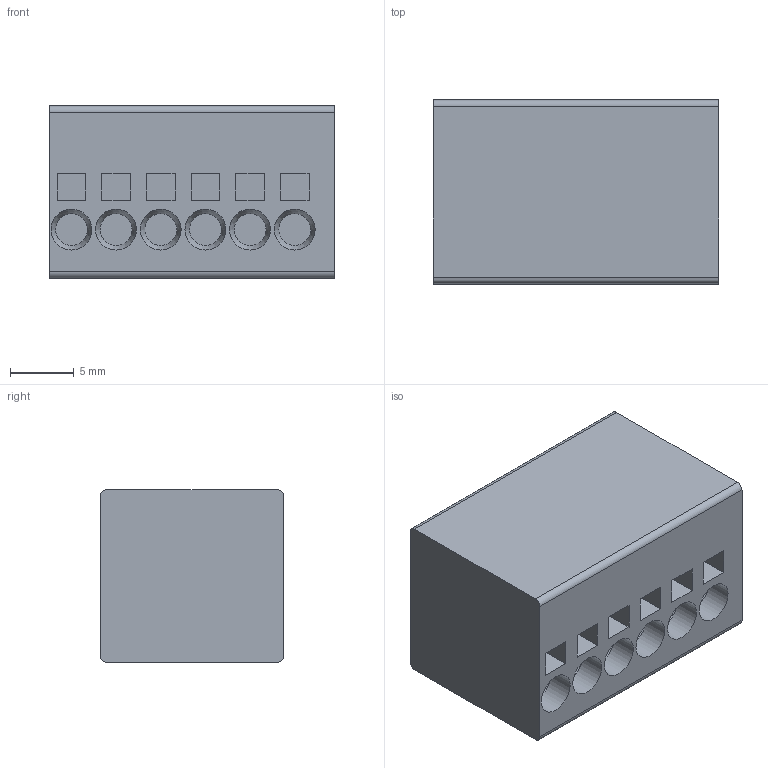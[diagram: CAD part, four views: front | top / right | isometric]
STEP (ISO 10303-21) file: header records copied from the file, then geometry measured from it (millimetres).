
FILE_DESCRIPTION(/* description */ ('model of PhoenixContact_SPT_1.5_6-H-3.5_1x06_P3.5_Horizontal_1990779'),/* implementation_level */ '2;1');
FILE_NAME(/* name */ 'PhoenixContact_SPT_1.5_6-H-3.5_1x06_P3.5_Horizontal_1990779.step',/* time_stamp */ '2020-09-21T11:44:19',/* author */ ('Joel',''),/* organization */ (''),/* preprocessor_version */ '',/* originating_system */ '',/* authorisation */ '');
FILE_SCHEMA(('AUTOMOTIVE_DESIGN { 1 0 10303 214 1 1 1 1 }'));
Length unit declared in the file: millimetre
Products named in the file (1): Shape0_18385309879995881
Bounding box: 22.4 x 14.4 x 13.5 mm (x, y, z)
Volume: 4128.7 mm3; surface area: 1935.4 mm2
Topology: 1 solids, 1 shells, 58 faces, 126 edges, 82 vertices
Faces by surface type: plane 42, cylinder 10, cone 6
Full cylindrical faces by diameter (mm): 3.2 x6
Entity records: 3257 total; most frequent: CARTESIAN_POINT 579, DIRECTION 512, LINE 332, VECTOR 332, ORIENTED_EDGE 252, PCURVE 252, DEFINITIONAL_REPRESENTATION 252, EDGE_CURVE 126
